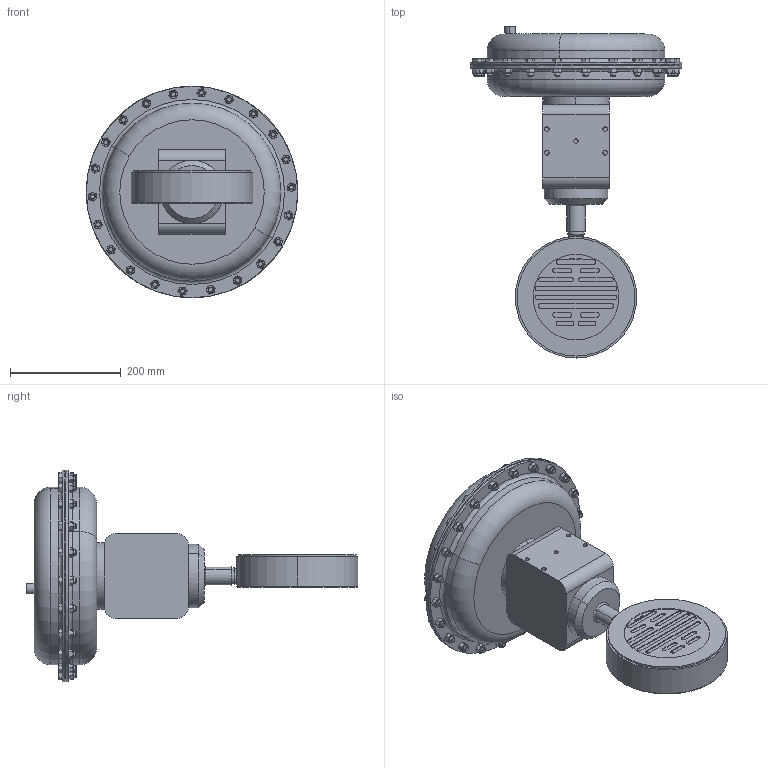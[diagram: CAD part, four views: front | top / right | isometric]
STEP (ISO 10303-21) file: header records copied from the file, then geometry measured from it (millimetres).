
FILE_DESCRIPTION (( 'STEP AP203' ), '1' );
FILE_NAME ('75-600-CB+SB-I3-85M.STEP', '2017-08-24T20:23:38', ( '' ), ( '' ), 'SwSTEP 2.0', 'SolidWorks 2014', '' );
FILE_SCHEMA (( 'CONFIG_CONTROL_DESIGN' ));
Length unit declared in the file: inch
Products named in the file (1): 75-600-CB+SB-I3-85M
Bounding box: 381 x 598.42 x 381 mm (x, y, z)
Volume: 14537234.4 mm3; surface area: 563473.8 mm2
Topology: 1 solids, 1 shells, 1094 faces, 2518 edges, 1521 vertices
Faces by surface type: plane 462, cone 452, cylinder 138, bspline 32, torus 10
Entity records: 35428 total; most frequent: CARTESIAN_POINT 11917, ORIENTED_EDGE 5036, DIRECTION 4546, EDGE_CURVE 2518, AXIS2_PLACEMENT_3D 1823, VERTEX_POINT 1521, EDGE_LOOP 1189, FACE_OUTER_BOUND 1094
